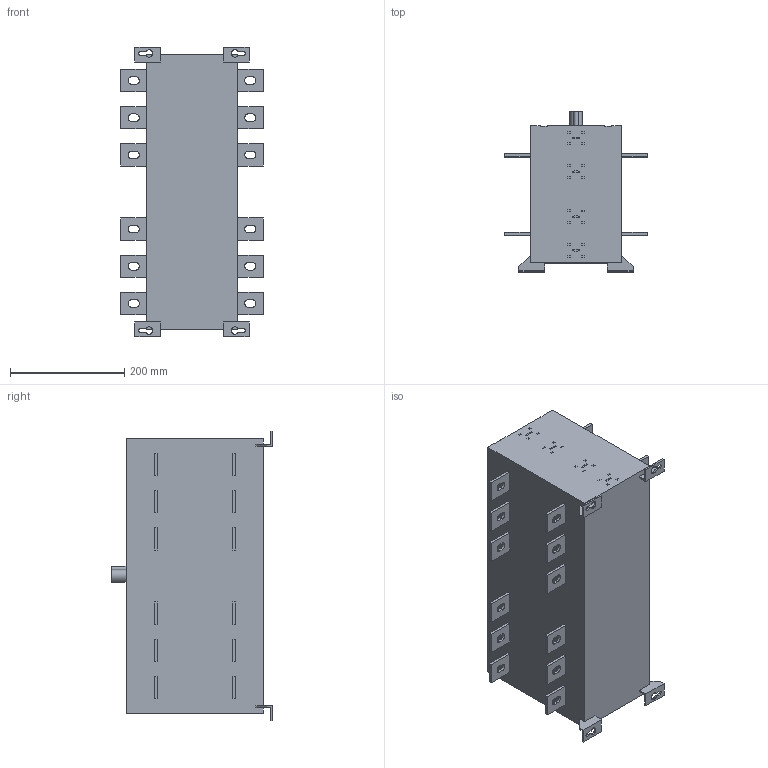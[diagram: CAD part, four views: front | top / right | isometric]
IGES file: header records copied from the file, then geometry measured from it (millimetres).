
Global section: file name: OT630-800E33C.igs; preprocessor: I-DEAS 3D IGES Translator 11; date: 20110427.093533; units: millimetre
Bounding box: 250 x 281 x 506 mm (x, y, z)
Volume: 18680560.5 mm3; surface area: 573481.2 mm2
Topology: 1 solids, 1 shells, 600 faces, 1531 edges, 1021 vertices
Faces by surface type: bspline 600
